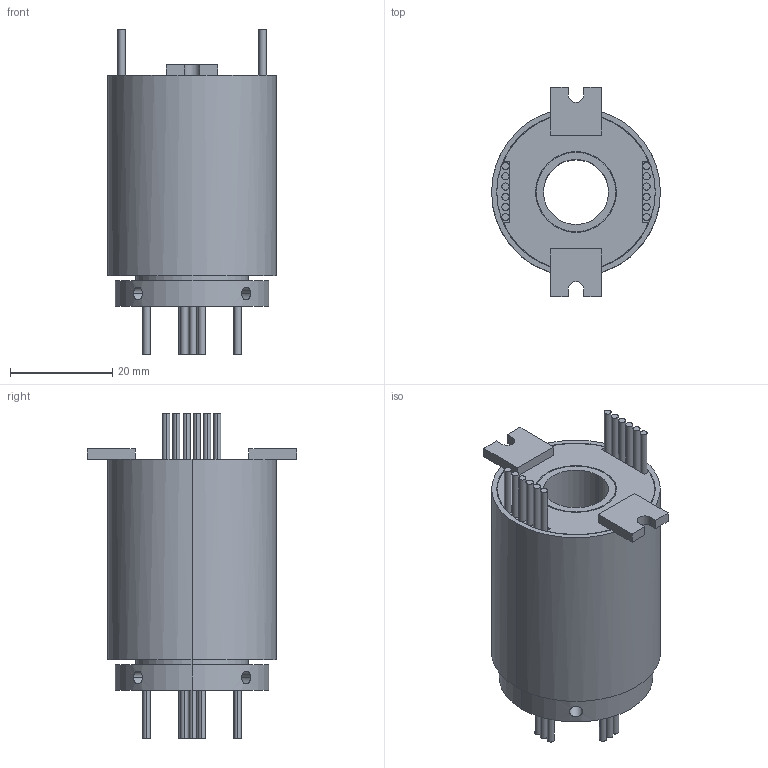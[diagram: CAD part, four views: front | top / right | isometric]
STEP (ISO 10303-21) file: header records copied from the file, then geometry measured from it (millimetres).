
FILE_DESCRIPTION(/* description */ (''),/* implementation_level */ '2;1');
FILE_NAME(/* name */ '',/* time_stamp */ '2020-07-09T17:04:54+08:00',/* author */ (''),/* organization */ (''),/* preprocessor_version */ 'ST-DEVELOPER v15',/* originating_system */ 'SIEMENS PLM Software NX 8.5',/* authorisation */ '');
FILE_SCHEMA (('AUTOMOTIVE_DESIGN { 1 0 10303 214 3 1 1 1 }'));
Length unit declared in the file: millimetre
Products named in the file (1): RT1233-S12_step
Bounding box: 33 x 41 x 63.7 mm (x, y, z)
Volume: 32169.6 mm3; surface area: 10641.5 mm2
Topology: 1 solids, 1 shells, 165 faces, 384 edges, 252 vertices
Faces by surface type: cylinder 100, plane 65
Entity records: 5278 total; most frequent: CARTESIAN_POINT 1282, DIRECTION 896, ORIENTED_EDGE 768, EDGE_CURVE 384, AXIS2_PLACEMENT_3D 362, VERTEX_POINT 252, EDGE_LOOP 210, CIRCLE 196
